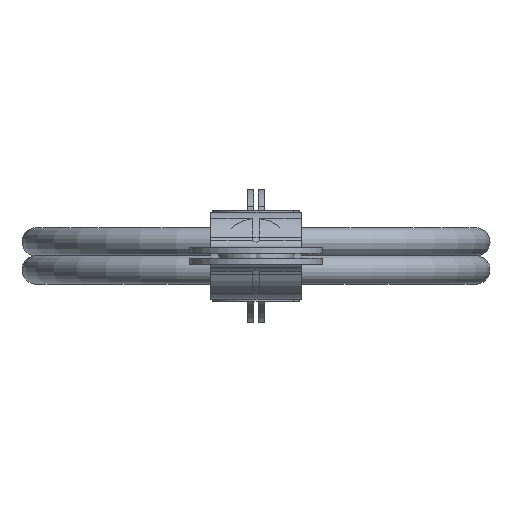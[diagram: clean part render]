
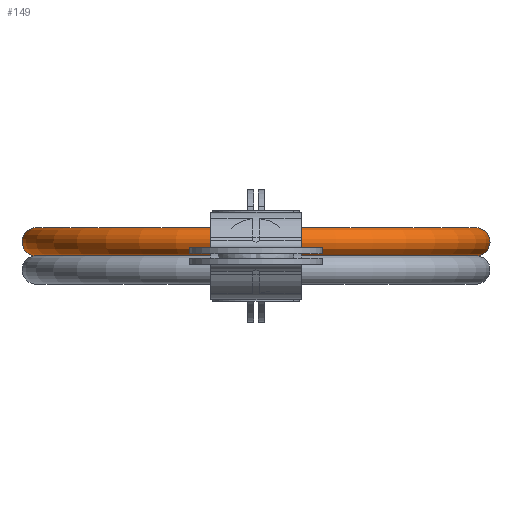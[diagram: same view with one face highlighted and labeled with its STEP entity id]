
A CAD part, left-side view. The second image highlights one B-rep face of the part: STEP entity #149.
In plain terms, the highlighted toroidal (fillet/blend) face has major radius 13.15 mm and minor radius 0.85 mm.
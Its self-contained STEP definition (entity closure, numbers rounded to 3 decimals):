
#149 = ADVANCED_FACE( '', ( #330, #331, #332, #333, #334 ), #335, .T. );
#330 = FACE_BOUND( '', #539, .T. );
#331 = FACE_OUTER_BOUND( '', #540, .T. );
#332 = FACE_BOUND( '', #541, .T. );
#333 = FACE_OUTER_BOUND( '', #542, .T. );
#334 = FACE_BOUND( '', #543, .T. );
#335 = TOROIDAL_SURFACE( '', #544, 13.15, 0.85 );
#539 = VERTEX_LOOP( '', #949 );
#540 = EDGE_LOOP( '', ( #950 ) );
#541 = EDGE_LOOP( '', ( #951, #952, #953, #954 ) );
#542 = EDGE_LOOP( '', ( #955 ) );
#543 = EDGE_LOOP( '', ( #956, #957, #958, #959 ) );
#544 = AXIS2_PLACEMENT_3D( '', #960, #961, #962 );
#949 = VERTEX_POINT( '', #1343 );
#950 = ORIENTED_EDGE( '', *, *, #1344, .T. );
#951 = ORIENTED_EDGE( '', *, *, #1213, .F. );
#952 = ORIENTED_EDGE( '', *, *, #1297, .T. );
#953 = ORIENTED_EDGE( '', *, *, #1251, .F. );
#954 = ORIENTED_EDGE( '', *, *, #1340, .T. );
#955 = ORIENTED_EDGE( '', *, *, #1345, .F. );
#956 = ORIENTED_EDGE( '', *, *, #1346, .F. );
#957 = ORIENTED_EDGE( '', *, *, #1284, .T. );
#958 = ORIENTED_EDGE( '', *, *, #1289, .F. );
#959 = ORIENTED_EDGE( '', *, *, #1316, .T. );
#960 = CARTESIAN_POINT( '', ( 514.8, 0., 0.84 ) );
#961 = DIRECTION( '', ( 0., 0., -1. ) );
#962 = DIRECTION( '', ( -1., 0., 0. ) );
#1213 = EDGE_CURVE( '', #1462, #1458, #1464, .T. );
#1251 = EDGE_CURVE( '', #1526, #1522, #1528, .T. );
#1284 = EDGE_CURVE( '', #1580, #1578, #1581, .T. );
#1289 = EDGE_CURVE( '', #1586, #1578, #1588, .T. );
#1297 = EDGE_CURVE( '', #1462, #1522, #1600, .T. );
#1316 = EDGE_CURVE( '', #1586, #1621, #1623, .T. );
#1340 = EDGE_CURVE( '', #1526, #1458, #1655, .T. );
#1343 = CARTESIAN_POINT( '', ( 500.8, 0., 0.84 ) );
#1344 = EDGE_CURVE( '', #1658, #1658, #1659, .T. );
#1345 = EDGE_CURVE( '', #1660, #1660, #1661, .T. );
#1346 = EDGE_CURVE( '', #1580, #1621, #1662, .T. );
#1458 = VERTEX_POINT( '', #1829 );
#1462 = VERTEX_POINT( '', #1842 );
#1464 = B_SPLINE_CURVE_WITH_KNOTS( '', 3, ( #1844, #1845, #1846, #1847, #1848, #1849, #1850, #1851, #1852, #1853 ), .UNSPECIFIED., .F., .F., ( 4, 2, 2, 2, 4 ), ( 0.002, 0.003, 0.003, 0.003, 0.004 ), .UNSPECIFIED. );
#1522 = VERTEX_POINT( '', #1951 );
#1526 = VERTEX_POINT( '', #1964 );
#1528 = B_SPLINE_CURVE_WITH_KNOTS( '', 3, ( #1966, #1967, #1968, #1969, #1970, #1971, #1972, #1973, #1974, #1975 ), .UNSPECIFIED., .F., .F., ( 4, 2, 2, 2, 4 ), ( 0.002, 0.002, 0.002, 0.003, 0.003 ), .UNSPECIFIED. );
#1578 = VERTEX_POINT( '', #2047 );
#1580 = VERTEX_POINT( '', #2049 );
#1581 = B_SPLINE_CURVE_WITH_KNOTS( '', 3, ( #2050, #2051, #2052, #2053 ), .UNSPECIFIED., .F., .F., ( 4, 4 ), ( 0., 0. ), .UNSPECIFIED. );
#1586 = VERTEX_POINT( '', #2067 );
#1588 = B_SPLINE_CURVE_WITH_KNOTS( '', 3, ( #2069, #2070, #2071, #2072, #2073, #2074, #2075, #2076, #2077, #2078 ), .UNSPECIFIED., .F., .F., ( 4, 2, 2, 2, 4 ), ( 0.002, 0.002, 0.002, 0.003, 0.003 ), .UNSPECIFIED. );
#1600 = B_SPLINE_CURVE_WITH_KNOTS( '', 3, ( #2096, #2097, #2098, #2099 ), .UNSPECIFIED., .F., .F., ( 4, 4 ), ( 0., 0. ), .UNSPECIFIED. );
#1621 = VERTEX_POINT( '', #2141 );
#1623 = B_SPLINE_CURVE_WITH_KNOTS( '', 3, ( #2143, #2144, #2145, #2146 ), .UNSPECIFIED., .F., .F., ( 4, 4 ), ( 0., 0. ), .UNSPECIFIED. );
#1655 = B_SPLINE_CURVE_WITH_KNOTS( '', 3, ( #2199, #2200, #2201, #2202 ), .UNSPECIFIED., .F., .F., ( 4, 4 ), ( 0., 0. ), .UNSPECIFIED. );
#1658 = VERTEX_POINT( '', #2205 );
#1659 = CIRCLE( '', #2206, 13.02 );
#1660 = VERTEX_POINT( '', #2207 );
#1661 = CIRCLE( '', #2208, 13.28 );
#1662 = B_SPLINE_CURVE_WITH_KNOTS( '', 3, ( #2209, #2210, #2211, #2212, #2213, #2214, #2215, #2216, #2217, #2218 ), .UNSPECIFIED., .F., .F., ( 4, 2, 2, 2, 4 ), ( 0.002, 0.003, 0.003, 0.003, 0.004 ), .UNSPECIFIED. );
#1829 = CARTESIAN_POINT( '', ( 502.446, -0.5, 0.516 ) );
#1842 = CARTESIAN_POINT( '', ( 501.865, -0.5, 1.665 ) );
#1844 = CARTESIAN_POINT( '', ( 501.865, -0.5, 1.665 ) );
#1845 = CARTESIAN_POINT( '', ( 501.983, -0.5, 1.636 ) );
#1846 = CARTESIAN_POINT( '', ( 502.094, -0.5, 1.581 ) );
#1847 = CARTESIAN_POINT( '', ( 502.285, -0.5, 1.429 ) );
#1848 = CARTESIAN_POINT( '', ( 502.364, -0.5, 1.332 ) );
#1849 = CARTESIAN_POINT( '', ( 502.474, -0.5, 1.114 ) );
#1850 = CARTESIAN_POINT( '', ( 502.505, -0.5, 0.994 ) );
#1851 = CARTESIAN_POINT( '', ( 502.514, -0.5, 0.752 ) );
#1852 = CARTESIAN_POINT( '', ( 502.492, -0.5, 0.629 ) );
#1853 = CARTESIAN_POINT( '', ( 502.446, -0.5, 0.516 ) );
#1951 = CARTESIAN_POINT( '', ( 501.868, -0.13, 1.662 ) );
#1964 = CARTESIAN_POINT( '', ( 502.443, -0.13, 0.532 ) );
#1966 = CARTESIAN_POINT( '', ( 502.443, -0.13, 0.532 ) );
#1967 = CARTESIAN_POINT( '', ( 502.486, -0.13, 0.644 ) );
#1968 = CARTESIAN_POINT( '', ( 502.506, -0.13, 0.764 ) );
#1969 = CARTESIAN_POINT( '', ( 502.494, -0.13, 1.002 ) );
#1970 = CARTESIAN_POINT( '', ( 502.462, -0.13, 1.12 ) );
#1971 = CARTESIAN_POINT( '', ( 502.354, -0.13, 1.331 ) );
#1972 = CARTESIAN_POINT( '', ( 502.277, -0.13, 1.426 ) );
#1973 = CARTESIAN_POINT( '', ( 502.092, -0.13, 1.576 ) );
#1974 = CARTESIAN_POINT( '', ( 501.984, -0.13, 1.631 ) );
#1975 = CARTESIAN_POINT( '', ( 501.868, -0.13, 1.662 ) );
#2047 = CARTESIAN_POINT( '', ( 501.865, 0.5, 1.665 ) );
#2049 = CARTESIAN_POINT( '', ( 501.868, 0.13, 1.662 ) );
#2050 = CARTESIAN_POINT( '', ( 501.868, 0.13, 1.662 ) );
#2051 = CARTESIAN_POINT( '', ( 501.867, 0.253, 1.662 ) );
#2052 = CARTESIAN_POINT( '', ( 501.866, 0.377, 1.663 ) );
#2053 = CARTESIAN_POINT( '', ( 501.865, 0.5, 1.665 ) );
#2067 = CARTESIAN_POINT( '', ( 502.446, 0.5, 0.516 ) );
#2069 = CARTESIAN_POINT( '', ( 502.446, 0.5, 0.516 ) );
#2070 = CARTESIAN_POINT( '', ( 502.493, 0.5, 0.63 ) );
#2071 = CARTESIAN_POINT( '', ( 502.514, 0.5, 0.752 ) );
#2072 = CARTESIAN_POINT( '', ( 502.505, 0.5, 0.995 ) );
#2073 = CARTESIAN_POINT( '', ( 502.473, 0.5, 1.116 ) );
#2074 = CARTESIAN_POINT( '', ( 502.364, 0.5, 1.332 ) );
#2075 = CARTESIAN_POINT( '', ( 502.285, 0.5, 1.428 ) );
#2076 = CARTESIAN_POINT( '', ( 502.095, 0.5, 1.58 ) );
#2077 = CARTESIAN_POINT( '', ( 501.984, 0.5, 1.635 ) );
#2078 = CARTESIAN_POINT( '', ( 501.865, 0.5, 1.665 ) );
#2096 = CARTESIAN_POINT( '', ( 501.865, -0.5, 1.665 ) );
#2097 = CARTESIAN_POINT( '', ( 501.866, -0.377, 1.663 ) );
#2098 = CARTESIAN_POINT( '', ( 501.867, -0.253, 1.662 ) );
#2099 = CARTESIAN_POINT( '', ( 501.868, -0.13, 1.662 ) );
#2141 = CARTESIAN_POINT( '', ( 502.443, 0.13, 0.532 ) );
#2143 = CARTESIAN_POINT( '', ( 502.446, 0.5, 0.516 ) );
#2144 = CARTESIAN_POINT( '', ( 502.444, 0.377, 0.524 ) );
#2145 = CARTESIAN_POINT( '', ( 502.443, 0.253, 0.53 ) );
#2146 = CARTESIAN_POINT( '', ( 502.443, 0.13, 0.532 ) );
#2199 = CARTESIAN_POINT( '', ( 502.443, -0.13, 0.532 ) );
#2200 = CARTESIAN_POINT( '', ( 502.443, -0.253, 0.53 ) );
#2201 = CARTESIAN_POINT( '', ( 502.444, -0.377, 0.524 ) );
#2202 = CARTESIAN_POINT( '', ( 502.446, -0.5, 0.516 ) );
#2205 = CARTESIAN_POINT( '', ( 501.78, 0., 0. ) );
#2206 = AXIS2_PLACEMENT_3D( '', #2542, #2543, #2544 );
#2207 = CARTESIAN_POINT( '', ( 501.52, 0., 0. ) );
#2208 = AXIS2_PLACEMENT_3D( '', #2545, #2546, #2547 );
#2209 = CARTESIAN_POINT( '', ( 501.868, 0.13, 1.662 ) );
#2210 = CARTESIAN_POINT( '', ( 501.983, 0.13, 1.631 ) );
#2211 = CARTESIAN_POINT( '', ( 502.091, 0.13, 1.577 ) );
#2212 = CARTESIAN_POINT( '', ( 502.278, 0.13, 1.426 ) );
#2213 = CARTESIAN_POINT( '', ( 502.354, 0.13, 1.332 ) );
#2214 = CARTESIAN_POINT( '', ( 502.463, 0.13, 1.119 ) );
#2215 = CARTESIAN_POINT( '', ( 502.494, 0.13, 1.001 ) );
#2216 = CARTESIAN_POINT( '', ( 502.506, 0.13, 0.763 ) );
#2217 = CARTESIAN_POINT( '', ( 502.486, 0.13, 0.642 ) );
#2218 = CARTESIAN_POINT( '', ( 502.443, 0.13, 0.532 ) );
#2542 = CARTESIAN_POINT( '', ( 514.8, 0., 0. ) );
#2543 = DIRECTION( '', ( 0., 0., -1. ) );
#2544 = DIRECTION( '', ( -1., 0., 0. ) );
#2545 = CARTESIAN_POINT( '', ( 514.8, 0., 0. ) );
#2546 = DIRECTION( '', ( 0., 0., -1. ) );
#2547 = DIRECTION( '', ( -1., 0., 0. ) );
